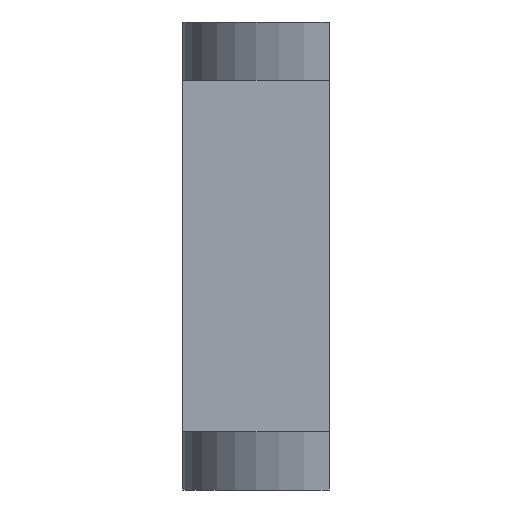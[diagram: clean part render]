
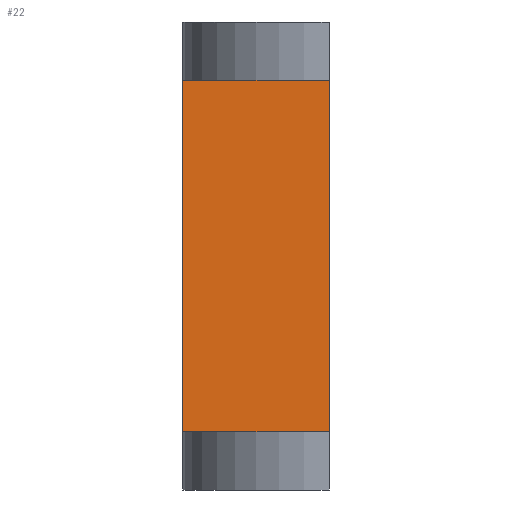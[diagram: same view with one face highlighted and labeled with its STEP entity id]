
A CAD part, left-side view. The second image highlights one B-rep face of the part: STEP entity #22.
In plain terms, the highlighted planar face has unit normal (-1, 0, 0).
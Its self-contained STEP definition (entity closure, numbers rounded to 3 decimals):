
#1 = CARTESIAN_POINT ( 'NONE',  ( -35., 12.5, 0. ) ) ;
#3 = LINE ( 'NONE', #478, #895 ) ;
#22 = ADVANCED_FACE ( 'NONE', ( #304 ), #375, .F. ) ;
#91 = VECTOR ( 'NONE', #722, 1000. ) ;
#94 = CARTESIAN_POINT ( 'NONE',  ( -35., 0., -15. ) ) ;
#100 = LINE ( 'NONE', #94, #91 ) ;
#103 = LINE ( 'NONE', #418, #499 ) ;
#179 = CARTESIAN_POINT ( 'NONE',  ( -35., 0., -30. ) ) ;
#241 = CARTESIAN_POINT ( 'NONE',  ( -35., 0., 0. ) ) ;
#304 = FACE_OUTER_BOUND ( 'NONE', #887, .T. ) ;
#345 = DIRECTION ( 'NONE',  ( 0., 1., 0. ) ) ;
#375 = PLANE ( 'NONE',  #712 ) ;
#385 = ORIENTED_EDGE ( 'NONE', *, *, #945, .T. ) ;
#387 = DIRECTION ( 'NONE',  ( 0., 0., -1. ) ) ;
#396 = CARTESIAN_POINT ( 'NONE',  ( -35., 0., -30. ) ) ;
#416 = LINE ( 'NONE', #179, #885 ) ;
#418 = CARTESIAN_POINT ( 'NONE',  ( -35., 0., 0. ) ) ;
#422 = EDGE_CURVE ( 'NONE', #600, #558, #416, .T. ) ;
#455 = DIRECTION ( 'NONE',  ( 1., 0., 0. ) ) ;
#478 = CARTESIAN_POINT ( 'NONE',  ( -35., 12.5, -15. ) ) ;
#487 = CARTESIAN_POINT ( 'NONE',  ( -35., 12.5, -30. ) ) ;
#499 = VECTOR ( 'NONE', #345, 1000. ) ;
#558 = VERTEX_POINT ( 'NONE', #487 ) ;
#580 = DIRECTION ( 'NONE',  ( 0., 1., 0. ) ) ;
#581 = VERTEX_POINT ( 'NONE', #1 ) ;
#600 = VERTEX_POINT ( 'NONE', #396 ) ;
#643 = DIRECTION ( 'NONE',  ( 0., 0., 1. ) ) ;
#694 = CARTESIAN_POINT ( 'NONE',  ( -35., 0., -15. ) ) ;
#712 = AXIS2_PLACEMENT_3D ( 'NONE', #694, #455, #387 ) ;
#722 = DIRECTION ( 'NONE',  ( 0., 0., 1. ) ) ;
#814 = EDGE_CURVE ( 'NONE', #999, #581, #103, .T. ) ;
#885 = VECTOR ( 'NONE', #580, 1000. ) ;
#887 = EDGE_LOOP ( 'NONE', ( #994, #921, #990, #385 ) ) ;
#895 = VECTOR ( 'NONE', #643, 1000. ) ;
#921 = ORIENTED_EDGE ( 'NONE', *, *, #1006, .F. ) ;
#945 = EDGE_CURVE ( 'NONE', #600, #999, #100, .T. ) ;
#990 = ORIENTED_EDGE ( 'NONE', *, *, #422, .F. ) ;
#994 = ORIENTED_EDGE ( 'NONE', *, *, #814, .T. ) ;
#999 = VERTEX_POINT ( 'NONE', #241 ) ;
#1006 = EDGE_CURVE ( 'NONE', #558, #581, #3, .T. ) ;
